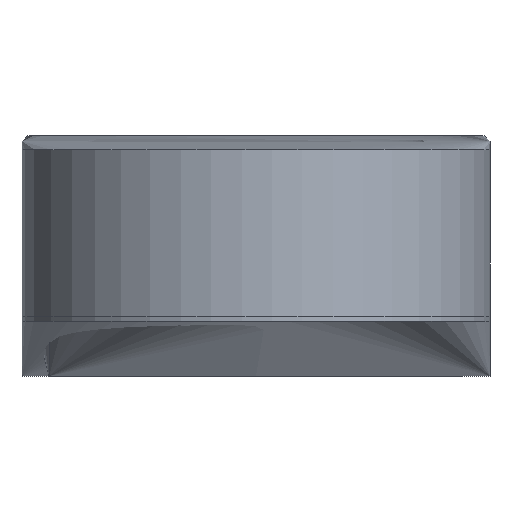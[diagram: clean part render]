
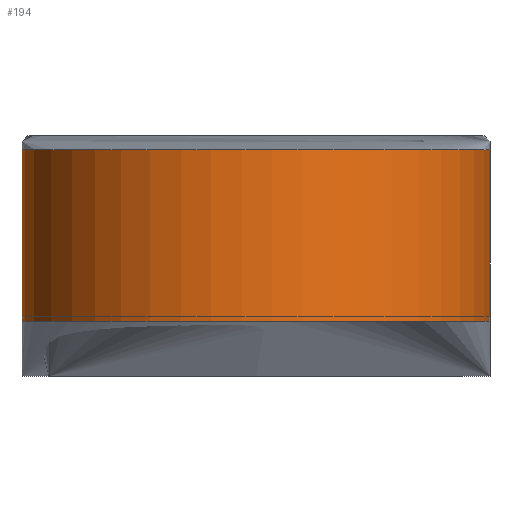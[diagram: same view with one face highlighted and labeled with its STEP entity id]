
A CAD part, front view. The second image highlights one B-rep face of the part: STEP entity #194.
In plain terms, the highlighted cylindrical face has radius 25.237 mm (diameter 50.475 mm), a partial arc.
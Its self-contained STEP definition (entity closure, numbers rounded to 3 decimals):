
#194=ADVANCED_FACE('',(#340),#1902,.T.);
#340=FACE_OUTER_BOUND('',#484,.T.);
#484=EDGE_LOOP('',(#1038,#1039,#1040,#1041));
#1038=ORIENTED_EDGE('',*,*,#1356,.T.);
#1039=ORIENTED_EDGE('',*,*,#1353,.F.);
#1040=ORIENTED_EDGE('',*,*,#1352,.F.);
#1041=ORIENTED_EDGE('',*,*,#1350,.T.);
#1350=EDGE_CURVE('',#1864,#1868,#1665,.T.);
#1352=EDGE_CURVE('',#1864,#1866,#1620,.T.);
#1353=EDGE_CURVE('',#1866,#1869,#1667,.T.);
#1356=EDGE_CURVE('',#1868,#1869,#1622,.T.);
#1620=B_SPLINE_CURVE_WITH_KNOTS('',1,(#3338,#3339),.UNSPECIFIED.,.F.,.F.,
(2,2),(0.,18.5),.UNSPECIFIED.);
#1622=B_SPLINE_CURVE_WITH_KNOTS('',1,(#3352,#3353),.UNSPECIFIED.,.F.,.F.,
(2,2),(0.,18.5),.UNSPECIFIED.);
#1665=(
BOUNDED_CURVE()
B_SPLINE_CURVE(2,(#3328,#3329,#3330,#3331,#3332),.UNSPECIFIED.,.F.,.F.)
B_SPLINE_CURVE_WITH_KNOTS((3,2,3),(0.,39.643,79.286),
 .UNSPECIFIED.)
CURVE()
GEOMETRIC_REPRESENTATION_ITEM()
RATIONAL_B_SPLINE_CURVE((1.,0.707,1.,0.707,1.))
REPRESENTATION_ITEM('')
);
#1667=(
BOUNDED_CURVE()
B_SPLINE_CURVE(2,(#3340,#3341,#3342,#3343,#3344),.UNSPECIFIED.,.F.,.F.)
B_SPLINE_CURVE_WITH_KNOTS((3,2,3),(0.,39.643,79.286),
 .UNSPECIFIED.)
CURVE()
GEOMETRIC_REPRESENTATION_ITEM()
RATIONAL_B_SPLINE_CURVE((1.,0.707,1.,0.707,1.))
REPRESENTATION_ITEM('')
);
#1864=VERTEX_POINT('',#3320);
#1866=VERTEX_POINT('',#3322);
#1868=VERTEX_POINT('',#3324);
#1869=VERTEX_POINT('',#3325);
#1902=CYLINDRICAL_SURFACE('',#2238,25.237);
#2238=AXIS2_PLACEMENT_3D('',#3318,#2381,$);
#2381=DIRECTION('',(0.,0.,-1.));
#3318=CARTESIAN_POINT('',(0.,0.,19.25));
#3320=CARTESIAN_POINT('',(-25.237,0.,10.));
#3322=CARTESIAN_POINT('',(-25.237,0.,28.5));
#3324=CARTESIAN_POINT('',(25.237,0.,10.));
#3325=CARTESIAN_POINT('',(25.237,0.,28.5));
#3328=CARTESIAN_POINT('',(-25.237,0.,10.));
#3329=CARTESIAN_POINT('',(-25.237,-25.238,10.));
#3330=CARTESIAN_POINT('',(0.,-25.237,10.));
#3331=CARTESIAN_POINT('',(25.238,-25.237,10.));
#3332=CARTESIAN_POINT('',(25.237,0.,10.));
#3338=CARTESIAN_POINT('',(-25.237,0.,10.));
#3339=CARTESIAN_POINT('',(-25.237,0.,28.5));
#3340=CARTESIAN_POINT('',(-25.237,0.,28.5));
#3341=CARTESIAN_POINT('',(-25.237,-25.238,28.5));
#3342=CARTESIAN_POINT('',(0.,-25.237,28.5));
#3343=CARTESIAN_POINT('',(25.238,-25.237,28.5));
#3344=CARTESIAN_POINT('',(25.237,0.,28.5));
#3352=CARTESIAN_POINT('',(25.237,0.,10.));
#3353=CARTESIAN_POINT('',(25.237,0.,28.5));
